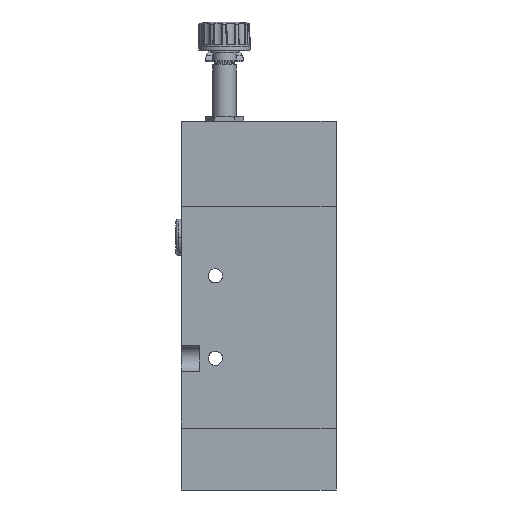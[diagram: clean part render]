
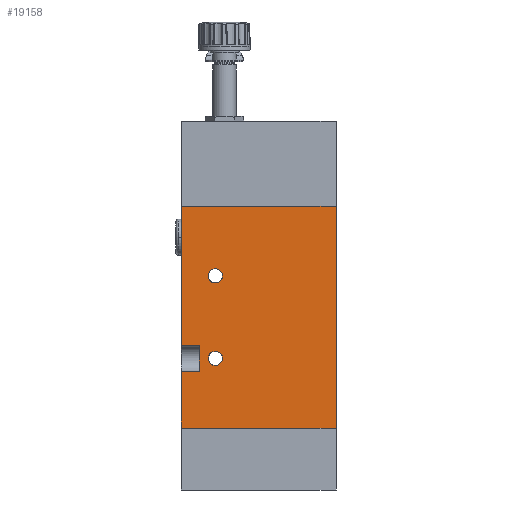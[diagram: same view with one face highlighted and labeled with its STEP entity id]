
A CAD part, left-side view. The second image highlights one B-rep face of the part: STEP entity #19158.
In plain terms, the highlighted planar face has unit normal (-1, 0, 0).
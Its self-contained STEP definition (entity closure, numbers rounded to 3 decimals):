
#449 = ORIENTED_EDGE ( 'NONE', *, *, #10003, .T. ) ;
#590 = AXIS2_PLACEMENT_3D ( 'NONE', #16175, #11646, #22106 ) ;
#605 = AXIS2_PLACEMENT_3D ( 'NONE', #23121, #17089, #15014 ) ;
#677 = CARTESIAN_POINT ( 'NONE',  ( -20., 30., 22. ) ) ;
#805 = VECTOR ( 'NONE', #12107, 1000. ) ;
#1234 = VERTEX_POINT ( 'NONE', #25982 ) ;
#1431 = VERTEX_POINT ( 'NONE', #14469 ) ;
#1432 = DIRECTION ( 'NONE',  ( 0., 0., -1. ) ) ;
#2608 = DIRECTION ( 'NONE',  ( 0., 0., -1. ) ) ;
#2641 = CIRCLE ( 'NONE', #14838, 2.75 ) ;
#2715 = VERTEX_POINT ( 'NONE', #4181 ) ;
#2778 = ORIENTED_EDGE ( 'NONE', *, *, #15837, .T. ) ;
#3398 = AXIS2_PLACEMENT_3D ( 'NONE', #14845, #21240, #2608 ) ;
#3454 = CIRCLE ( 'NONE', #3398, 2.75 ) ;
#3920 = CARTESIAN_POINT ( 'NONE',  ( -20., 16.8, 56.25 ) ) ;
#4145 = EDGE_CURVE ( 'NONE', #21974, #20383, #8968, .T. ) ;
#4181 = CARTESIAN_POINT ( 'NONE',  ( -20., 30., 86. ) ) ;
#4941 = ORIENTED_EDGE ( 'NONE', *, *, #24777, .T. ) ;
#5109 = ORIENTED_EDGE ( 'NONE', *, *, #20954, .F. ) ;
#5655 = LINE ( 'NONE', #17829, #805 ) ;
#5756 = EDGE_LOOP ( 'NONE', ( #2778, #12005 ) ) ;
#6647 = ORIENTED_EDGE ( 'NONE', *, *, #17063, .F. ) ;
#6653 = ORIENTED_EDGE ( 'NONE', *, *, #7503, .T. ) ;
#7001 = VERTEX_POINT ( 'NONE', #25049 ) ;
#7503 = EDGE_CURVE ( 'NONE', #7001, #20383, #19936, .T. ) ;
#7657 = DIRECTION ( 'NONE',  ( 0., 0., -1. ) ) ;
#8655 = LINE ( 'NONE', #10453, #26366 ) ;
#8853 = CARTESIAN_POINT ( 'NONE',  ( -20., 16.8, 29.75 ) ) ;
#8968 = LINE ( 'NONE', #21516, #17976 ) ;
#9185 = DIRECTION ( 'NONE',  ( 0., 0., -1. ) ) ;
#9235 = VERTEX_POINT ( 'NONE', #677 ) ;
#9278 = EDGE_LOOP ( 'NONE', ( #16536, #4941 ) ) ;
#9527 = VERTEX_POINT ( 'NONE', #8853 ) ;
#9900 = ORIENTED_EDGE ( 'NONE', *, *, #4145, .F. ) ;
#9990 = CIRCLE ( 'NONE', #590, 2.75 ) ;
#10003 = EDGE_CURVE ( 'NONE', #14773, #9235, #26460, .T. ) ;
#10339 = CARTESIAN_POINT ( 'NONE',  ( -20., -30., 0. ) ) ;
#10426 = CARTESIAN_POINT ( 'NONE',  ( -20., -30., 0. ) ) ;
#10453 = CARTESIAN_POINT ( 'NONE',  ( -20., 23., 86. ) ) ;
#10602 = DIRECTION ( 'NONE',  ( 1., 0., 0. ) ) ;
#11001 = FACE_BOUND ( 'NONE', #9278, .T. ) ;
#11646 = DIRECTION ( 'NONE',  ( 1., 0., 0. ) ) ;
#12005 = ORIENTED_EDGE ( 'NONE', *, *, #13462, .T. ) ;
#12071 = EDGE_LOOP ( 'NONE', ( #19210, #12707, #6647, #449, #20619, #6653, #9900, #5109 ) ) ;
#12107 = DIRECTION ( 'NONE',  ( 0., 0., -1. ) ) ;
#12166 = DIRECTION ( 'NONE',  ( 0., 0., 1. ) ) ;
#12401 = DIRECTION ( 'NONE',  ( 0., 1., 0. ) ) ;
#12707 = ORIENTED_EDGE ( 'NONE', *, *, #26233, .T. ) ;
#12802 = CARTESIAN_POINT ( 'NONE',  ( -20., 23., 22. ) ) ;
#13072 = VERTEX_POINT ( 'NONE', #14396 ) ;
#13462 = EDGE_CURVE ( 'NONE', #9527, #1234, #2641, .T. ) ;
#13556 = VECTOR ( 'NONE', #7657, 1000. ) ;
#13898 = EDGE_CURVE ( 'NONE', #9235, #7001, #19034, .T. ) ;
#14396 = CARTESIAN_POINT ( 'NONE',  ( -20., 30., 32. ) ) ;
#14469 = CARTESIAN_POINT ( 'NONE',  ( -20., 23., 32. ) ) ;
#14526 = CARTESIAN_POINT ( 'NONE',  ( -20., -30., 86. ) ) ;
#14773 = VERTEX_POINT ( 'NONE', #12802 ) ;
#14838 = AXIS2_PLACEMENT_3D ( 'NONE', #25988, #24023, #1432 ) ;
#14845 = CARTESIAN_POINT ( 'NONE',  ( -20., 16.8, 59. ) ) ;
#14854 = VECTOR ( 'NONE', #17067, 1000. ) ;
#15014 = DIRECTION ( 'NONE',  ( 0., 0., -1. ) ) ;
#15086 = DIRECTION ( 'NONE',  ( 0., -1., 0. ) ) ;
#15502 = VECTOR ( 'NONE', #12401, 1000. ) ;
#15837 = EDGE_CURVE ( 'NONE', #1234, #9527, #19483, .T. ) ;
#16175 = CARTESIAN_POINT ( 'NONE',  ( -20., 16.8, 59. ) ) ;
#16536 = ORIENTED_EDGE ( 'NONE', *, *, #25586, .T. ) ;
#16825 = PLANE ( 'NONE',  #605 ) ;
#17003 = VERTEX_POINT ( 'NONE', #20726 ) ;
#17063 = EDGE_CURVE ( 'NONE', #14773, #1431, #8655, .T. ) ;
#17067 = DIRECTION ( 'NONE',  ( 0., -1., 0. ) ) ;
#17089 = DIRECTION ( 'NONE',  ( 1., 0., 0. ) ) ;
#17829 = CARTESIAN_POINT ( 'NONE',  ( -20., 30., 86. ) ) ;
#17976 = VECTOR ( 'NONE', #9185, 1000. ) ;
#18045 = AXIS2_PLACEMENT_3D ( 'NONE', #20869, #10602, #23003 ) ;
#19034 = LINE ( 'NONE', #26002, #13556 ) ;
#19118 = CARTESIAN_POINT ( 'NONE',  ( -20., -30., 32. ) ) ;
#19158 = ADVANCED_FACE ( 'NONE', ( #20393, #11001, #19715 ), #16825, .F. ) ;
#19210 = ORIENTED_EDGE ( 'NONE', *, *, #25892, .T. ) ;
#19483 = CIRCLE ( 'NONE', #18045, 2.75 ) ;
#19715 = FACE_BOUND ( 'NONE', #5756, .T. ) ;
#19936 = LINE ( 'NONE', #10339, #22807 ) ;
#20383 = VERTEX_POINT ( 'NONE', #10426 ) ;
#20393 = FACE_OUTER_BOUND ( 'NONE', #12071, .T. ) ;
#20619 = ORIENTED_EDGE ( 'NONE', *, *, #13898, .T. ) ;
#20695 = DIRECTION ( 'NONE',  ( 0., -1., 0. ) ) ;
#20726 = CARTESIAN_POINT ( 'NONE',  ( -20., 16.8, 61.75 ) ) ;
#20869 = CARTESIAN_POINT ( 'NONE',  ( -20., 16.8, 27. ) ) ;
#20954 = EDGE_CURVE ( 'NONE', #2715, #21974, #25796, .T. ) ;
#21240 = DIRECTION ( 'NONE',  ( 1., 0., 0. ) ) ;
#21516 = CARTESIAN_POINT ( 'NONE',  ( -20., -30., 86. ) ) ;
#21974 = VERTEX_POINT ( 'NONE', #23739 ) ;
#22106 = DIRECTION ( 'NONE',  ( 0., 0., -1. ) ) ;
#22807 = VECTOR ( 'NONE', #20695, 1000. ) ;
#22934 = CARTESIAN_POINT ( 'NONE',  ( -20., -30., 22. ) ) ;
#23003 = DIRECTION ( 'NONE',  ( 0., 0., -1. ) ) ;
#23121 = CARTESIAN_POINT ( 'NONE',  ( -20., -30., 86. ) ) ;
#23739 = CARTESIAN_POINT ( 'NONE',  ( -20., -30., 86. ) ) ;
#23947 = VERTEX_POINT ( 'NONE', #3920 ) ;
#24023 = DIRECTION ( 'NONE',  ( 1., 0., 0. ) ) ;
#24777 = EDGE_CURVE ( 'NONE', #17003, #23947, #9990, .T. ) ;
#25049 = CARTESIAN_POINT ( 'NONE',  ( -20., 30., 0. ) ) ;
#25243 = VECTOR ( 'NONE', #15086, 1000. ) ;
#25564 = LINE ( 'NONE', #19118, #25243 ) ;
#25586 = EDGE_CURVE ( 'NONE', #23947, #17003, #3454, .T. ) ;
#25796 = LINE ( 'NONE', #14526, #14854 ) ;
#25892 = EDGE_CURVE ( 'NONE', #2715, #13072, #5655, .T. ) ;
#25982 = CARTESIAN_POINT ( 'NONE',  ( -20., 16.8, 24.25 ) ) ;
#25988 = CARTESIAN_POINT ( 'NONE',  ( -20., 16.8, 27. ) ) ;
#26002 = CARTESIAN_POINT ( 'NONE',  ( -20., 30., 86. ) ) ;
#26233 = EDGE_CURVE ( 'NONE', #13072, #1431, #25564, .T. ) ;
#26366 = VECTOR ( 'NONE', #12166, 1000. ) ;
#26460 = LINE ( 'NONE', #22934, #15502 ) ;
